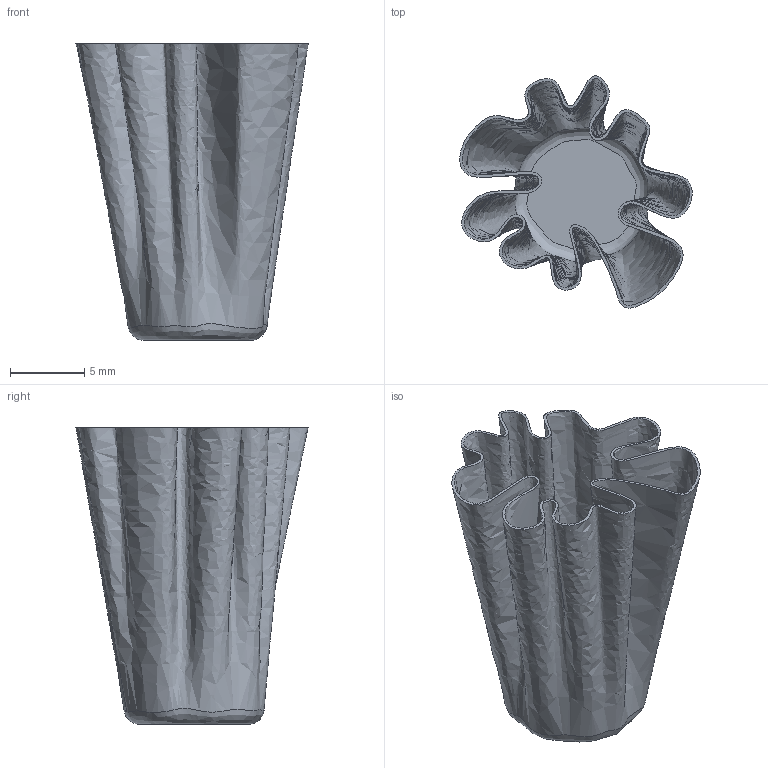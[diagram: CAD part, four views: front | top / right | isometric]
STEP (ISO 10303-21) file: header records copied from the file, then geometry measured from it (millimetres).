
FILE_DESCRIPTION(/* description */ (''),/* implementation_level */ '2;1');
FILE_NAME(/* name */ '5f4f314b8b4a3a1620d6bea2',/* time_stamp */ '2020-09-02T05:44:45+00:00',/* author */ (''),/* organization */ (''),/* preprocessor_version */ 'ST-DEVELOPER v16.7',/* originating_system */ $,/* authorisation */ $);
FILE_SCHEMA (('AUTOMOTIVE_DESIGN {1 0 10303 214 3 1 1}'));
Length unit declared in the file: metre
Products named in the file (1): Part 1
Bounding box: 15.68 x 15.67 x 20 mm (x, y, z)
Volume: 139.6 mm3; surface area: 2262.6 mm2
Topology: 1 solids, 1 shells, 7 faces, 14 edges, 10 vertices
Faces by surface type: bspline 4, plane 3
Entity records: 3657 total; most frequent: CARTESIAN_POINT 3545, ORIENTED_EDGE 12, EDGE_LOOP 12, FACE_BOUND 12, DIRECTION 8, ADVANCED_FACE 7, EDGE_CURVE 6, VERTEX_POINT 6
